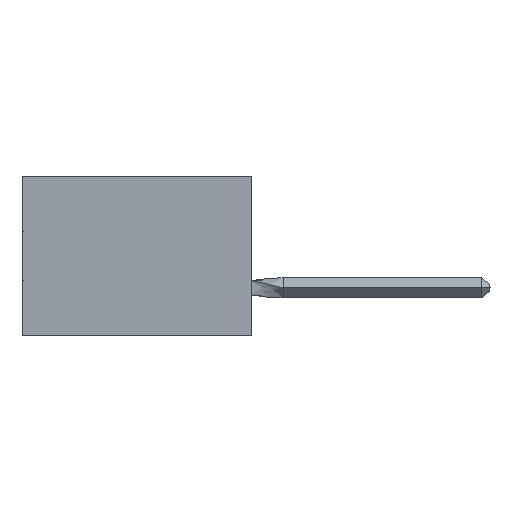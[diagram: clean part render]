
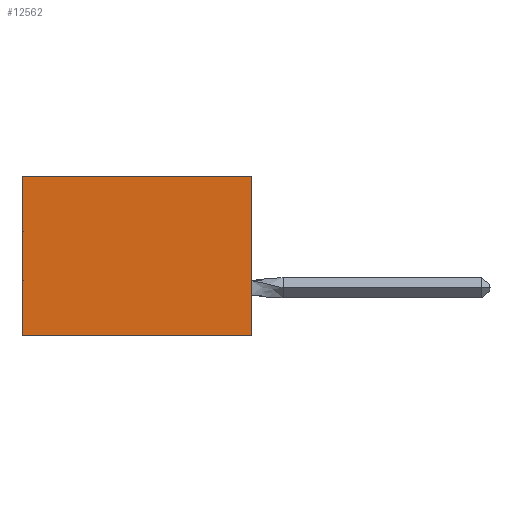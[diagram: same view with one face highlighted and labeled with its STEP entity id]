
A CAD part, left-side view. The second image highlights one B-rep face of the part: STEP entity #12562.
In plain terms, the highlighted planar face has unit normal (-1, 0, 0).
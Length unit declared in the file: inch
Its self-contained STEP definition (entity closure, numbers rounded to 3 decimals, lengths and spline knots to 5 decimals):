
#679 = ORIENTED_EDGE ( 'NONE', *, *, #23462, .F. ) ;
#733 = DIRECTION ( 'NONE',  ( 0., 1., 0. ) ) ;
#1642 = VERTEX_POINT ( 'NONE', #33942 ) ;
#2189 = FACE_OUTER_BOUND ( 'NONE', #48448, .T. ) ;
#2557 = VECTOR ( 'NONE', #733, 39.37008 ) ;
#2730 = DIRECTION ( 'NONE',  ( 0., 1., 0. ) ) ;
#2971 = EDGE_CURVE ( 'NONE', #33500, #42843, #47185, .T. ) ;
#5977 = EDGE_CURVE ( 'NONE', #33500, #1642, #26869, .T. ) ;
#6483 = VERTEX_POINT ( 'NONE', #43317 ) ;
#8803 = CARTESIAN_POINT ( 'NONE',  ( 0.305, 0., -0.5 ) ) ;
#10884 = AXIS2_PLACEMENT_3D ( 'NONE', #17073, #48565, #25391 ) ;
#12396 = DIRECTION ( 'NONE',  ( 0., 0., -1. ) ) ;
#12562 = ADVANCED_FACE ( 'NONE', ( #2189 ), #44654, .F. ) ;
#12836 = LINE ( 'NONE', #14606, #25603 ) ;
#13842 = VECTOR ( 'NONE', #12396, 39.37008 ) ;
#14606 = CARTESIAN_POINT ( 'NONE',  ( 0.305, 0., -0.5 ) ) ;
#16930 = CARTESIAN_POINT ( 'NONE',  ( 0.305, 0.72, -0.5 ) ) ;
#17073 = CARTESIAN_POINT ( 'NONE',  ( 0.305, 0., -0.5 ) ) ;
#21300 = ORIENTED_EDGE ( 'NONE', *, *, #2971, .F. ) ;
#22654 = VECTOR ( 'NONE', #28616, 39.37008 ) ;
#22739 = ORIENTED_EDGE ( 'NONE', *, *, #5977, .T. ) ;
#23462 = EDGE_CURVE ( 'NONE', #42843, #6483, #12836, .T. ) ;
#25391 = DIRECTION ( 'NONE',  ( 0., 0., -1. ) ) ;
#25603 = VECTOR ( 'NONE', #2730, 39.37008 ) ;
#26869 = LINE ( 'NONE', #34835, #2557 ) ;
#28541 = CARTESIAN_POINT ( 'NONE',  ( 0.305, 0., 0. ) ) ;
#28616 = DIRECTION ( 'NONE',  ( 0., 0., -1. ) ) ;
#30828 = CARTESIAN_POINT ( 'NONE',  ( 0.305, 0., -0.5 ) ) ;
#31128 = LINE ( 'NONE', #16930, #22654 ) ;
#33500 = VERTEX_POINT ( 'NONE', #28541 ) ;
#33942 = CARTESIAN_POINT ( 'NONE',  ( 0.305, 0.72, 0. ) ) ;
#34835 = CARTESIAN_POINT ( 'NONE',  ( 0.305, 0., 0. ) ) ;
#42843 = VERTEX_POINT ( 'NONE', #30828 ) ;
#43317 = CARTESIAN_POINT ( 'NONE',  ( 0.305, 0.72, -0.5 ) ) ;
#43587 = ORIENTED_EDGE ( 'NONE', *, *, #44728, .T. ) ;
#44654 = PLANE ( 'NONE',  #10884 ) ;
#44728 = EDGE_CURVE ( 'NONE', #1642, #6483, #31128, .T. ) ;
#47185 = LINE ( 'NONE', #8803, #13842 ) ;
#48448 = EDGE_LOOP ( 'NONE', ( #43587, #679, #21300, #22739 ) ) ;
#48565 = DIRECTION ( 'NONE',  ( 1., 0., 0. ) ) ;
